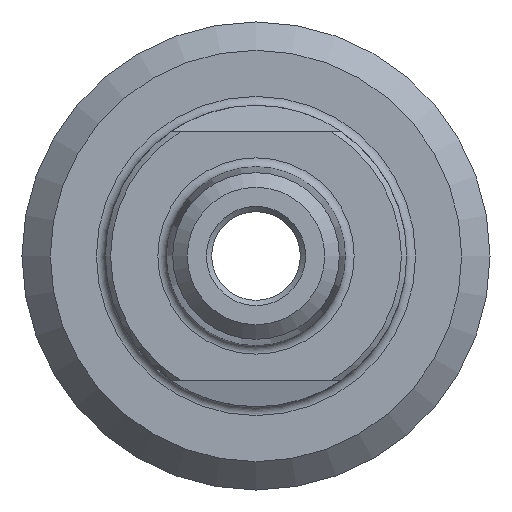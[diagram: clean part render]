
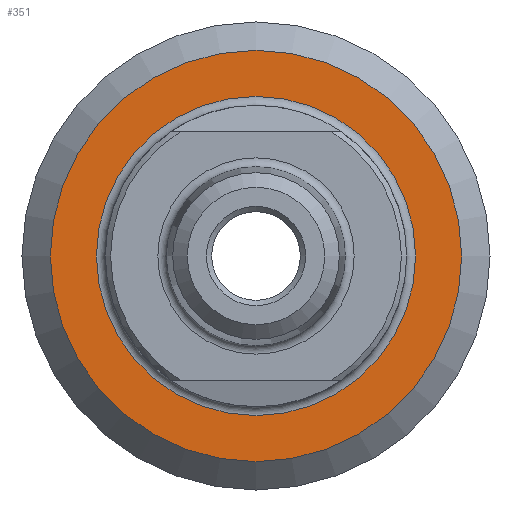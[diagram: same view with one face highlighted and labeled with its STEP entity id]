
A CAD part, left-side view. The second image highlights one B-rep face of the part: STEP entity #351.
In plain terms, the highlighted planar face has unit normal (-1, 0, 0).
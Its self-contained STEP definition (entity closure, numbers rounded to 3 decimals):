
#19=FACE_BOUND('',#102,.T.);
#48=CIRCLE('',#413,9.);
#49=CIRCLE('',#415,11.6);
#78=FACE_OUTER_BOUND('',#101,.T.);
#101=EDGE_LOOP('',(#304));
#102=EDGE_LOOP('',(#305));
#170=VERTEX_POINT('',#632);
#171=VERTEX_POINT('',#636);
#216=EDGE_CURVE('',#170,#170,#48,.T.);
#217=EDGE_CURVE('',#171,#171,#49,.T.);
#304=ORIENTED_EDGE('',*,*,#217,.F.);
#305=ORIENTED_EDGE('',*,*,#216,.F.);
#334=PLANE('',#414);
#351=ADVANCED_FACE('',(#78,#19),#334,.T.);
#413=AXIS2_PLACEMENT_3D('',#634,#514,#515);
#414=AXIS2_PLACEMENT_3D('',#635,#516,#517);
#415=AXIS2_PLACEMENT_3D('',#637,#518,#519);
#514=DIRECTION('center_axis',(-1.,0.,0.));
#515=DIRECTION('ref_axis',(0.,-1.,0.));
#516=DIRECTION('center_axis',(-1.,0.,0.));
#517=DIRECTION('ref_axis',(0.,0.,1.));
#518=DIRECTION('center_axis',(1.,0.,0.));
#519=DIRECTION('ref_axis',(0.,-1.,0.));
#632=CARTESIAN_POINT('',(-9.5,0.,9.));
#634=CARTESIAN_POINT('Origin',(-9.5,0.,0.));
#635=CARTESIAN_POINT('Origin',(-9.5,13.2,0.));
#636=CARTESIAN_POINT('',(-9.5,11.6,0.));
#637=CARTESIAN_POINT('Origin',(-9.5,0.,0.));
